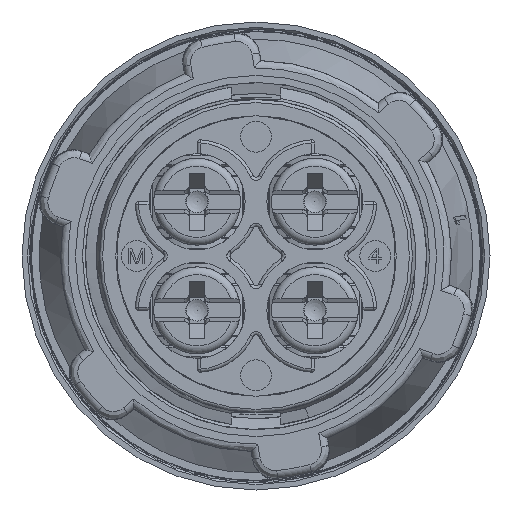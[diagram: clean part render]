
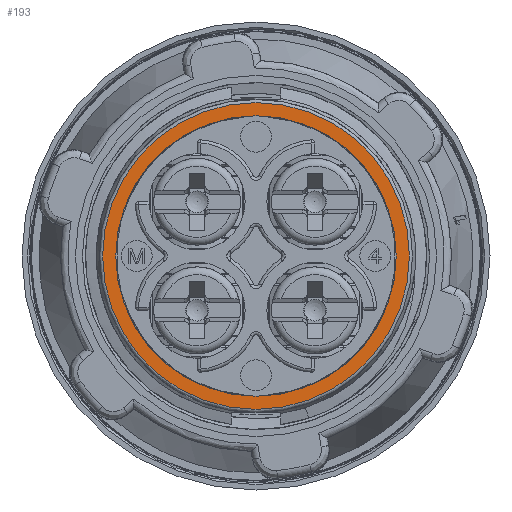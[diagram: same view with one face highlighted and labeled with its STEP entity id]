
A CAD part, front view. The second image highlights one B-rep face of the part: STEP entity #193.
In plain terms, the highlighted planar face has unit normal (0, -1, 0).
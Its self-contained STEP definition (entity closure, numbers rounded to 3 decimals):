
#193=ADVANCED_FACE('',(#3207,#3209),#3211,.F.);
#3207=FACE_BOUND('',#3208,.T.);
#3208=EDGE_LOOP('',(#45810,#45811));
#3209=FACE_BOUND('',#3210,.T.);
#3210=EDGE_LOOP('',(#45812,#45813));
#3211=PLANE('',#3212);
#3212=AXIS2_PLACEMENT_3D('',#3213,#3214,#3215);
#3213=CARTESIAN_POINT('',(0.,0.,0.));
#3214=DIRECTION('',(0.,1.,0.));
#3215=DIRECTION('',(1.,0.,0.));
#45810=ORIENTED_EDGE('',*,*,#59845,.T.);
#45811=ORIENTED_EDGE('',*,*,#59846,.T.);
#45812=ORIENTED_EDGE('',*,*,#59847,.T.);
#45813=ORIENTED_EDGE('',*,*,#59848,.T.);
#59845=EDGE_CURVE('',#67551,#67552,#67553,.T.);
#59846=EDGE_CURVE('',#67552,#67551,#67554,.T.);
#59847=EDGE_CURVE('',#67555,#67556,#67557,.T.);
#59848=EDGE_CURVE('',#67556,#67555,#67558,.T.);
#67551=VERTEX_POINT('',#79942);
#67552=VERTEX_POINT('',#79943);
#67553=CIRCLE('',#79944,9.9);
#67554=CIRCLE('',#79948,9.9);
#67555=VERTEX_POINT('',#79952);
#67556=VERTEX_POINT('',#79953);
#67557=CIRCLE('',#79954,9.05);
#67558=CIRCLE('',#79958,9.05);
#79942=CARTESIAN_POINT('',(9.9,0.,0.));
#79943=CARTESIAN_POINT('',(-9.9,0.,0.));
#79944=AXIS2_PLACEMENT_3D('',#79945,#79946,#79947);
#79945=CARTESIAN_POINT('',(0.,0.,0.));
#79946=DIRECTION('',(0.,-1.,0.));
#79947=DIRECTION('',(1.,0.,0.));
#79948=AXIS2_PLACEMENT_3D('',#79949,#79950,#79951);
#79949=CARTESIAN_POINT('',(0.,0.,0.));
#79950=DIRECTION('',(0.,-1.,0.));
#79951=DIRECTION('',(-1.,0.,0.));
#79952=CARTESIAN_POINT('',(-9.05,0.,0.));
#79953=CARTESIAN_POINT('',(9.05,0.,0.));
#79954=AXIS2_PLACEMENT_3D('',#79955,#79956,#79957);
#79955=CARTESIAN_POINT('',(0.,0.,0.));
#79956=DIRECTION('',(0.,1.,0.));
#79957=DIRECTION('',(-1.,0.,0.));
#79958=AXIS2_PLACEMENT_3D('',#79959,#79960,#79961);
#79959=CARTESIAN_POINT('',(0.,0.,0.));
#79960=DIRECTION('',(0.,1.,0.));
#79961=DIRECTION('',(1.,0.,0.));
